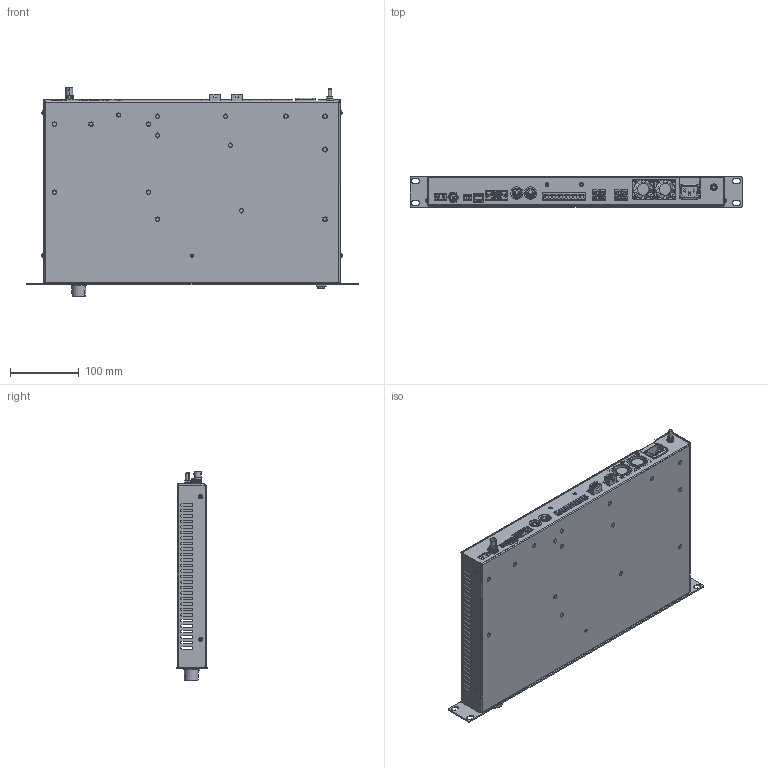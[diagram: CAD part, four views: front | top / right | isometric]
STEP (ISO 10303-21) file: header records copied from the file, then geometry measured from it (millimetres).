
FILE_DESCRIPTION (( 'STEP AP214' ), '1' );
FILE_NAME ('NGC3 Assy.STEP', '2023-06-26T16:28:56', ( '' ), ( '' ), 'SwSTEP 2.0', 'SolidWorks 2023', '' );
FILE_SCHEMA (( 'AUTOMOTIVE_DESIGN' ));
Length unit declared in the file: millimetre
Products named in the file (1): NGC3 Assy
Bounding box: 483 x 44 x 304.7 mm (x, y, z)
Surface area: 666123.8 mm2 (no closed solid volume)
Topology: 0 solids, 132 shells, 1176 faces, 7090 edges, 5939 vertices
Faces by surface type: plane 637, cylinder 402, torus 59, cone 42, bspline 34, sphere 2
Entity records: 77122 total; most frequent: CARTESIAN_POINT 21094, DIRECTION 11889, ORIENTED_EDGE 9166, EDGE_CURVE 7090, VERTEX_POINT 5939, AXIS2_PLACEMENT_3D 4198, LINE 3493, VECTOR 3493
